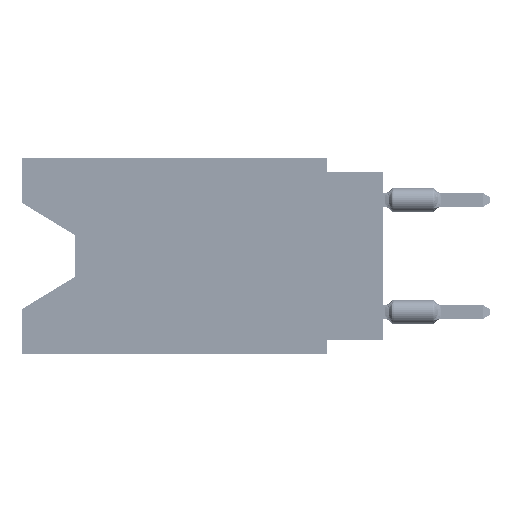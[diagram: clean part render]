
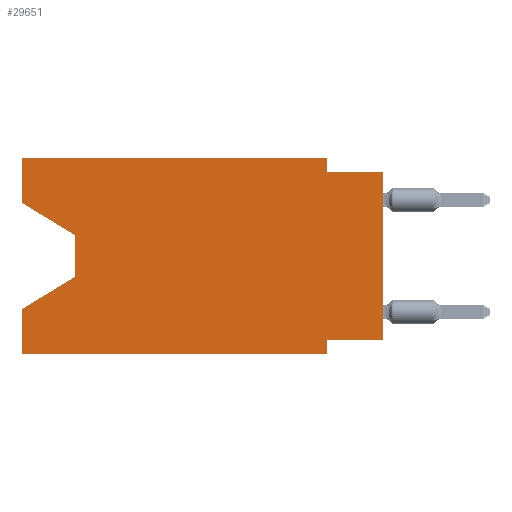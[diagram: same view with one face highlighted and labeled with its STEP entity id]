
A CAD part, left-side view. The second image highlights one B-rep face of the part: STEP entity #29651.
In plain terms, the highlighted planar face has unit normal (-1, 0, 0).
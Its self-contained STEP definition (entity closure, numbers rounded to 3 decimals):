
#260 = VECTOR ( 'NONE', #68327, 1000. ) ;
#1072 = VECTOR ( 'NONE', #5299, 1000. ) ;
#1256 = LINE ( 'NONE', #23985, #3190 ) ;
#2217 = VERTEX_POINT ( 'NONE', #65135 ) ;
#2712 = DIRECTION ( 'NONE',  ( 0., 0., -1. ) ) ;
#2981 = CARTESIAN_POINT ( 'NONE',  ( 0., 16.383, 0. ) ) ;
#3018 = FACE_OUTER_BOUND ( 'NONE', #58381, .T. ) ;
#3190 = VECTOR ( 'NONE', #5758, 1000. ) ;
#3611 = VERTEX_POINT ( 'NONE', #20406 ) ;
#3840 = CARTESIAN_POINT ( 'NONE',  ( 0., 2.54, 0. ) ) ;
#4212 = EDGE_CURVE ( 'NONE', #3611, #35938, #45266, .T. ) ;
#4332 = VERTEX_POINT ( 'NONE', #46707 ) ;
#5299 = DIRECTION ( 'NONE',  ( 0., 1., 0. ) ) ;
#5758 = DIRECTION ( 'NONE',  ( 0., -0.855, -0.519 ) ) ;
#7180 = EDGE_CURVE ( 'NONE', #63072, #41544, #71166, .T. ) ;
#8589 = DIRECTION ( 'NONE',  ( 0., 0., -1. ) ) ;
#9660 = ORIENTED_EDGE ( 'NONE', *, *, #73096, .T. ) ;
#9914 = VECTOR ( 'NONE', #12022, 1000. ) ;
#10583 = CARTESIAN_POINT ( 'NONE',  ( 0., 16.383, -8.89 ) ) ;
#11404 = EDGE_CURVE ( 'NONE', #3611, #72895, #31411, .T. ) ;
#11603 = CARTESIAN_POINT ( 'NONE',  ( 0., 16.383, 0. ) ) ;
#11748 = VERTEX_POINT ( 'NONE', #29841 ) ;
#12022 = DIRECTION ( 'NONE',  ( 0., -1., 0. ) ) ;
#13260 = CARTESIAN_POINT ( 'NONE',  ( 0., 13.97, -5.385 ) ) ;
#16032 = CARTESIAN_POINT ( 'NONE',  ( 0., 0., 0. ) ) ;
#16771 = LINE ( 'NONE', #16032, #46301 ) ;
#17325 = DIRECTION ( 'NONE',  ( 0., 0., 1. ) ) ;
#20406 = CARTESIAN_POINT ( 'NONE',  ( 0., 16.383, -8.89 ) ) ;
#20910 = DIRECTION ( 'NONE',  ( 1., 0., 0. ) ) ;
#21456 = CARTESIAN_POINT ( 'NONE',  ( 0., 2.54, -8.89 ) ) ;
#21791 = VECTOR ( 'NONE', #39497, 1000. ) ;
#22388 = LINE ( 'NONE', #51791, #29232 ) ;
#23184 = LINE ( 'NONE', #34021, #1072 ) ;
#23381 = AXIS2_PLACEMENT_3D ( 'NONE', #42903, #20910, #8589 ) ;
#23526 = ORIENTED_EDGE ( 'NONE', *, *, #33322, .F. ) ;
#23668 = ORIENTED_EDGE ( 'NONE', *, *, #28300, .F. ) ;
#23840 = CARTESIAN_POINT ( 'NONE',  ( 0., 16.383, -2.038 ) ) ;
#23985 = CARTESIAN_POINT ( 'NONE',  ( 0., 16.383, -2.038 ) ) ;
#24642 = VERTEX_POINT ( 'NONE', #58202 ) ;
#25050 = VERTEX_POINT ( 'NONE', #13260 ) ;
#25570 = ORIENTED_EDGE ( 'NONE', *, *, #48587, .F. ) ;
#26051 = CARTESIAN_POINT ( 'NONE',  ( 0., 0., -0.635 ) ) ;
#27342 = VERTEX_POINT ( 'NONE', #26051 ) ;
#28300 = EDGE_CURVE ( 'NONE', #41544, #11748, #29546, .T. ) ;
#28358 = DIRECTION ( 'NONE',  ( 0., -1., 0. ) ) ;
#28710 = DIRECTION ( 'NONE',  ( 0., 0.855, -0.519 ) ) ;
#29232 = VECTOR ( 'NONE', #28358, 1000. ) ;
#29546 = LINE ( 'NONE', #58559, #73234 ) ;
#29651 = ADVANCED_FACE ( 'NONE', ( #3018 ), #71937, .F. ) ;
#29835 = ORIENTED_EDGE ( 'NONE', *, *, #42648, .F. ) ;
#29841 = CARTESIAN_POINT ( 'NONE',  ( 0., 2.54, -0.635 ) ) ;
#30071 = ORIENTED_EDGE ( 'NONE', *, *, #4212, .T. ) ;
#30562 = ORIENTED_EDGE ( 'NONE', *, *, #67748, .T. ) ;
#31411 = LINE ( 'NONE', #65658, #35499 ) ;
#32293 = VERTEX_POINT ( 'NONE', #23840 ) ;
#32526 = EDGE_CURVE ( 'NONE', #25050, #72895, #47299, .T. ) ;
#33322 = EDGE_CURVE ( 'NONE', #2217, #4332, #23184, .T. ) ;
#33779 = EDGE_CURVE ( 'NONE', #2217, #27342, #16771, .T. ) ;
#34021 = CARTESIAN_POINT ( 'NONE',  ( 0., 0., -8.255 ) ) ;
#35499 = VECTOR ( 'NONE', #37748, 1000. ) ;
#35938 = VERTEX_POINT ( 'NONE', #21456 ) ;
#37748 = DIRECTION ( 'NONE',  ( 0., 0., 1. ) ) ;
#39152 = LINE ( 'NONE', #55544, #21791 ) ;
#39497 = DIRECTION ( 'NONE',  ( 0., 0., -1. ) ) ;
#40238 = DIRECTION ( 'NONE',  ( 0., 0., 1. ) ) ;
#41544 = VERTEX_POINT ( 'NONE', #3840 ) ;
#41983 = ORIENTED_EDGE ( 'NONE', *, *, #11404, .F. ) ;
#42648 = EDGE_CURVE ( 'NONE', #32293, #63072, #56477, .T. ) ;
#42903 = CARTESIAN_POINT ( 'NONE',  ( 0., 16.383, 0. ) ) ;
#43731 = LINE ( 'NONE', #66423, #62336 ) ;
#45266 = LINE ( 'NONE', #10583, #260 ) ;
#46301 = VECTOR ( 'NONE', #40238, 1000. ) ;
#46707 = CARTESIAN_POINT ( 'NONE',  ( 0., 2.54, -8.255 ) ) ;
#47299 = LINE ( 'NONE', #63319, #56951 ) ;
#48587 = EDGE_CURVE ( 'NONE', #11748, #27342, #22388, .T. ) ;
#50887 = CARTESIAN_POINT ( 'NONE',  ( 0., 16.383, 0. ) ) ;
#51791 = CARTESIAN_POINT ( 'NONE',  ( 0., 0., -0.635 ) ) ;
#52408 = ORIENTED_EDGE ( 'NONE', *, *, #33779, .T. ) ;
#52617 = DIRECTION ( 'NONE',  ( 0., 0., -1. ) ) ;
#53299 = ORIENTED_EDGE ( 'NONE', *, *, #67970, .F. ) ;
#55544 = CARTESIAN_POINT ( 'NONE',  ( 0., 2.54, -8.89 ) ) ;
#56477 = LINE ( 'NONE', #50887, #69945 ) ;
#56607 = ORIENTED_EDGE ( 'NONE', *, *, #32526, .T. ) ;
#56951 = VECTOR ( 'NONE', #28710, 1000. ) ;
#58202 = CARTESIAN_POINT ( 'NONE',  ( 0., 13.97, -3.505 ) ) ;
#58381 = EDGE_LOOP ( 'NONE', ( #30562, #9660, #56607, #41983, #30071, #53299, #23526, #52408, #25570, #23668, #70694, #29835 ) ) ;
#58559 = CARTESIAN_POINT ( 'NONE',  ( 0., 2.54, 0. ) ) ;
#62336 = VECTOR ( 'NONE', #2712, 1000. ) ;
#63072 = VERTEX_POINT ( 'NONE', #11603 ) ;
#63319 = CARTESIAN_POINT ( 'NONE',  ( 0., 13.97, -5.385 ) ) ;
#65135 = CARTESIAN_POINT ( 'NONE',  ( 0., 0., -8.255 ) ) ;
#65658 = CARTESIAN_POINT ( 'NONE',  ( 0., 16.383, 0. ) ) ;
#66423 = CARTESIAN_POINT ( 'NONE',  ( 0., 13.97, -3.505 ) ) ;
#67748 = EDGE_CURVE ( 'NONE', #32293, #24642, #1256, .T. ) ;
#67970 = EDGE_CURVE ( 'NONE', #4332, #35938, #39152, .T. ) ;
#68327 = DIRECTION ( 'NONE',  ( 0., -1., 0. ) ) ;
#69805 = CARTESIAN_POINT ( 'NONE',  ( 0., 16.383, -6.852 ) ) ;
#69945 = VECTOR ( 'NONE', #17325, 1000. ) ;
#70694 = ORIENTED_EDGE ( 'NONE', *, *, #7180, .F. ) ;
#71166 = LINE ( 'NONE', #2981, #9914 ) ;
#71937 = PLANE ( 'NONE',  #23381 ) ;
#72895 = VERTEX_POINT ( 'NONE', #69805 ) ;
#73096 = EDGE_CURVE ( 'NONE', #24642, #25050, #43731, .T. ) ;
#73234 = VECTOR ( 'NONE', #52617, 1000. ) ;
